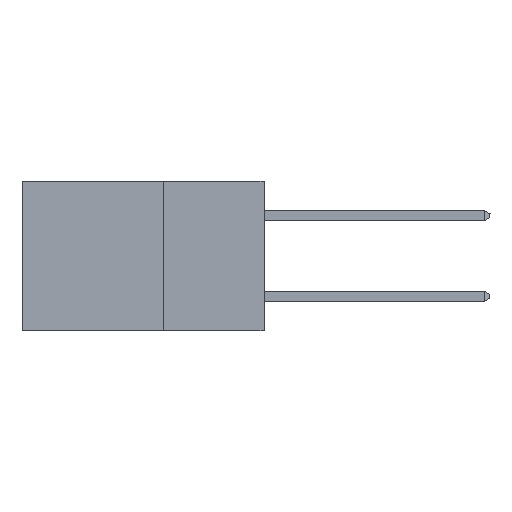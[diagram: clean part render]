
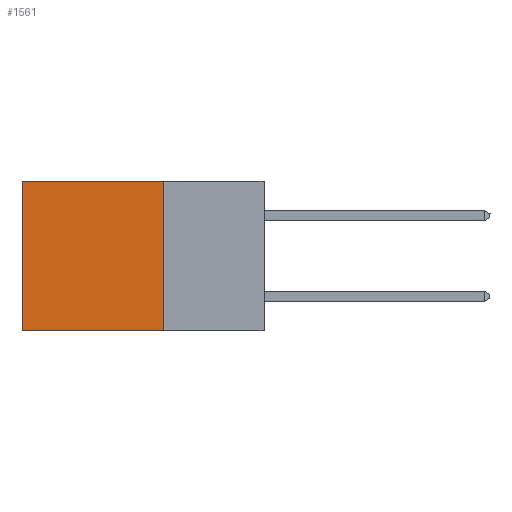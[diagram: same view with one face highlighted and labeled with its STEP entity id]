
A CAD part, left-side view. The second image highlights one B-rep face of the part: STEP entity #1561.
In plain terms, the highlighted planar face has unit normal (-1, 0, 0).
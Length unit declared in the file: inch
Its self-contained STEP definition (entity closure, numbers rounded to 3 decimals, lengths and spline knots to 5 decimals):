
#3 = CARTESIAN_POINT ( 'NONE',  ( 0.298, 0.25, 0. ) ) ;
#94 = LINE ( 'NONE', #7491, #6905 ) ;
#341 = DIRECTION ( 'NONE',  ( 0., 0., -1. ) ) ;
#348 = VECTOR ( 'NONE', #6240, 39.37008 ) ;
#725 = DIRECTION ( 'NONE',  ( 0., 1., 0. ) ) ;
#801 = DIRECTION ( 'NONE',  ( 1., 0., 0. ) ) ;
#1252 = ORIENTED_EDGE ( 'NONE', *, *, #6322, .F. ) ;
#1561 = ADVANCED_FACE ( 'NONE', ( #9951 ), #7166, .F. ) ;
#1747 = EDGE_LOOP ( 'NONE', ( #10991, #1252, #4915, #9466 ) ) ;
#2459 = VECTOR ( 'NONE', #341, 39.37008 ) ;
#2480 = CARTESIAN_POINT ( 'NONE',  ( 0.298, 0.25, -0.37 ) ) ;
#3165 = LINE ( 'NONE', #7749, #348 ) ;
#3499 = VECTOR ( 'NONE', #725, 39.37008 ) ;
#3510 = EDGE_CURVE ( 'NONE', #4454, #5509, #3165, .T. ) ;
#4454 = VERTEX_POINT ( 'NONE', #7595 ) ;
#4915 = ORIENTED_EDGE ( 'NONE', *, *, #8958, .F. ) ;
#5343 = VERTEX_POINT ( 'NONE', #10451 ) ;
#5509 = VERTEX_POINT ( 'NONE', #11110 ) ;
#5516 = AXIS2_PLACEMENT_3D ( 'NONE', #3, #801, #7132 ) ;
#6240 = DIRECTION ( 'NONE',  ( 0., 1., 0. ) ) ;
#6322 = EDGE_CURVE ( 'NONE', #5343, #9672, #6634, .T. ) ;
#6634 = LINE ( 'NONE', #2480, #3499 ) ;
#6693 = CARTESIAN_POINT ( 'NONE',  ( 0.298, 0.6, -0.37 ) ) ;
#6905 = VECTOR ( 'NONE', #8336, 39.37008 ) ;
#7132 = DIRECTION ( 'NONE',  ( 0., 0., -1. ) ) ;
#7166 = PLANE ( 'NONE',  #5516 ) ;
#7491 = CARTESIAN_POINT ( 'NONE',  ( 0.298, 0.6, 0. ) ) ;
#7595 = CARTESIAN_POINT ( 'NONE',  ( 0.298, 0.25, 0. ) ) ;
#7749 = CARTESIAN_POINT ( 'NONE',  ( 0.298, 0.25, 0. ) ) ;
#7894 = EDGE_CURVE ( 'NONE', #5509, #9672, #94, .T. ) ;
#8023 = LINE ( 'NONE', #9354, #2459 ) ;
#8336 = DIRECTION ( 'NONE',  ( 0., 0., -1. ) ) ;
#8958 = EDGE_CURVE ( 'NONE', #4454, #5343, #8023, .T. ) ;
#9354 = CARTESIAN_POINT ( 'NONE',  ( 0.298, 0.25, 0. ) ) ;
#9466 = ORIENTED_EDGE ( 'NONE', *, *, #3510, .T. ) ;
#9672 = VERTEX_POINT ( 'NONE', #6693 ) ;
#9951 = FACE_OUTER_BOUND ( 'NONE', #1747, .T. ) ;
#10451 = CARTESIAN_POINT ( 'NONE',  ( 0.298, 0.25, -0.37 ) ) ;
#10991 = ORIENTED_EDGE ( 'NONE', *, *, #7894, .T. ) ;
#11110 = CARTESIAN_POINT ( 'NONE',  ( 0.298, 0.6, 0. ) ) ;
